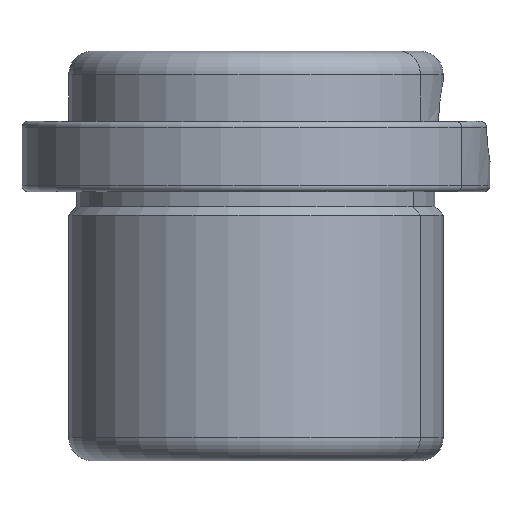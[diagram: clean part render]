
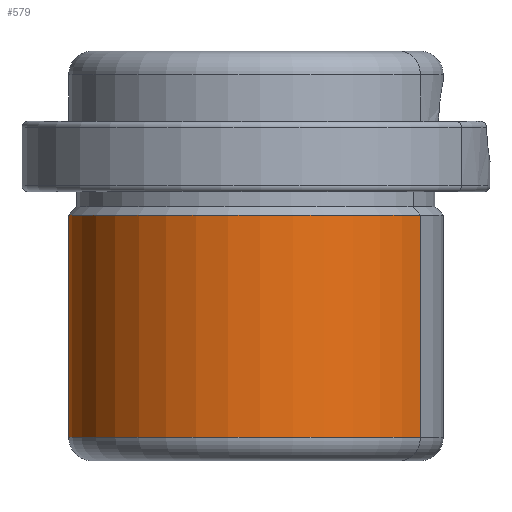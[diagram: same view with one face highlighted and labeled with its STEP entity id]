
A CAD part, front view. The second image highlights one B-rep face of the part: STEP entity #579.
In plain terms, the highlighted cylindrical face has radius 16 mm (diameter 32 mm), a partial arc.
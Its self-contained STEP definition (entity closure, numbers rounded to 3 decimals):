
#174=CARTESIAN_POINT('Axis2P3D Location',(0.,0.,-5.5)) ;
#515=CARTESIAN_POINT('Vertex',(14.041,-7.671,-21.)) ;
#518=CARTESIAN_POINT('Axis2P3D Location',(0.,0.,-21.)) ;
#522=CARTESIAN_POINT('Vertex',(-14.041,7.671,-21.)) ;
#554=CARTESIAN_POINT('Line Origine',(14.041,-7.671,-5.5)) ;
#558=CARTESIAN_POINT('Vertex',(14.041,-7.671,-2.)) ;
#561=CARTESIAN_POINT('Axis2P3D Location',(0.,0.,-2.)) ;
#565=CARTESIAN_POINT('Vertex',(-14.041,7.671,-2.)) ;
#568=CARTESIAN_POINT('Line Origine',(-14.041,7.671,-5.5)) ;
#175=DIRECTION('Axis2P3D Direction',(0.,0.,-1.)) ;
#176=DIRECTION('Axis2P3D XDirection',(-0.878,0.479,-0.)) ;
#519=DIRECTION('Axis2P3D Direction',(0.,0.,-1.)) ;
#555=DIRECTION('Vector Direction',(0.,0.,-1.)) ;
#562=DIRECTION('Axis2P3D Direction',(0.,0.,-1.)) ;
#569=DIRECTION('Vector Direction',(0.,0.,-1.)) ;
#177=AXIS2_PLACEMENT_3D('Cylinder Axis2P3D',#174,#175,#176) ;
#520=AXIS2_PLACEMENT_3D('Circle Axis2P3D',#518,#519,$) ;
#563=AXIS2_PLACEMENT_3D('Circle Axis2P3D',#561,#562,$) ;
#574=ORIENTED_EDGE('',*,*,#560,.T.) ;
#575=ORIENTED_EDGE('',*,*,#567,.T.) ;
#576=ORIENTED_EDGE('',*,*,#572,.F.) ;
#577=ORIENTED_EDGE('',*,*,#524,.F.) ;
#556=VECTOR('Line Direction',#555,1.) ;
#570=VECTOR('Line Direction',#569,1.) ;
#579=ADVANCED_FACE('PartBody',(#578),#178,.T.) ;
#521=CIRCLE('generated circle',#520,16.) ;
#564=CIRCLE('generated circle',#563,16.) ;
#178=CYLINDRICAL_SURFACE('generated cylinder',#177,16.) ;
#524=EDGE_CURVE('',#516,#523,#521,.T.) ;
#560=EDGE_CURVE('',#516,#559,#557,.F.) ;
#567=EDGE_CURVE('',#559,#566,#564,.T.) ;
#572=EDGE_CURVE('',#523,#566,#571,.F.) ;
#573=EDGE_LOOP('',(#574,#575,#576,#577)) ;
#578=FACE_OUTER_BOUND('',#573,.T.) ;
#557=LINE('Line',#554,#556) ;
#571=LINE('Line',#568,#570) ;
#516=VERTEX_POINT('',#515) ;
#523=VERTEX_POINT('',#522) ;
#559=VERTEX_POINT('',#558) ;
#566=VERTEX_POINT('',#565) ;
